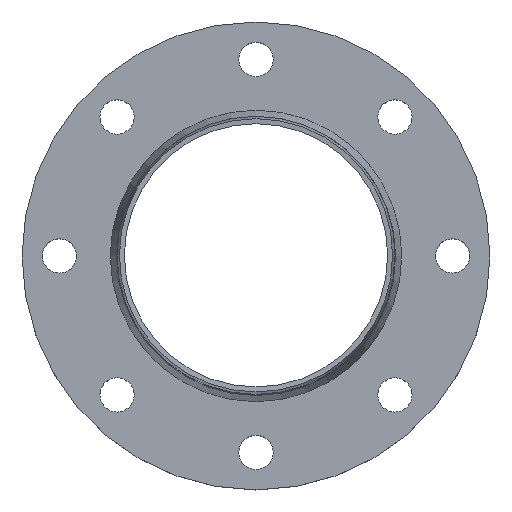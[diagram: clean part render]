
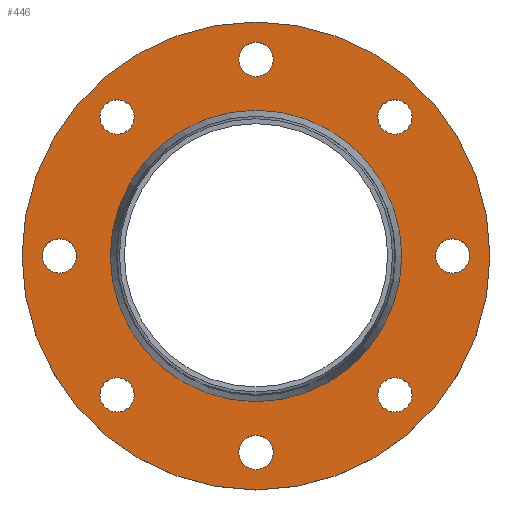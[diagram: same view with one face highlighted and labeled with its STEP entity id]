
A CAD part, top view. The second image highlights one B-rep face of the part: STEP entity #446.
In plain terms, the highlighted planar face has unit normal (0, 0, 1).
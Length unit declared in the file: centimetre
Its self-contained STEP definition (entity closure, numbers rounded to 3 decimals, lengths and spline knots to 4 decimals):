
#32=FACE_BOUND('',#87,.T.);
#33=FACE_BOUND('',#88,.T.);
#34=FACE_BOUND('',#89,.T.);
#35=FACE_BOUND('',#90,.T.);
#36=FACE_BOUND('',#91,.T.);
#37=FACE_BOUND('',#92,.T.);
#38=FACE_BOUND('',#93,.T.);
#39=FACE_BOUND('',#94,.T.);
#40=FACE_BOUND('',#95,.T.);
#50=PLANE('',#493);
#62=FACE_OUTER_BOUND('',#86,.T.);
#86=EDGE_LOOP('',(#340));
#87=EDGE_LOOP('',(#341));
#88=EDGE_LOOP('',(#342));
#89=EDGE_LOOP('',(#343));
#90=EDGE_LOOP('',(#344));
#91=EDGE_LOOP('',(#345));
#92=EDGE_LOOP('',(#346));
#93=EDGE_LOOP('',(#347));
#94=EDGE_LOOP('',(#348));
#95=EDGE_LOOP('',(#349));
#154=CIRCLE('',#464,5.5);
#156=CIRCLE('',#467,5.5);
#158=CIRCLE('',#470,5.5);
#160=CIRCLE('',#473,5.5);
#162=CIRCLE('',#476,5.5);
#164=CIRCLE('',#479,45.15);
#166=CIRCLE('',#482,5.5);
#168=CIRCLE('',#485,5.5);
#170=CIRCLE('',#488,5.5);
#172=CIRCLE('',#491,75.);
#198=VERTEX_POINT('',#695);
#200=VERTEX_POINT('',#701);
#202=VERTEX_POINT('',#707);
#204=VERTEX_POINT('',#713);
#206=VERTEX_POINT('',#719);
#208=VERTEX_POINT('',#725);
#210=VERTEX_POINT('',#731);
#212=VERTEX_POINT('',#737);
#214=VERTEX_POINT('',#743);
#216=VERTEX_POINT('',#749);
#238=EDGE_CURVE('',#198,#198,#154,.T.);
#241=EDGE_CURVE('',#200,#200,#156,.T.);
#244=EDGE_CURVE('',#202,#202,#158,.T.);
#247=EDGE_CURVE('',#204,#204,#160,.T.);
#250=EDGE_CURVE('',#206,#206,#162,.T.);
#253=EDGE_CURVE('',#208,#208,#164,.T.);
#256=EDGE_CURVE('',#210,#210,#166,.T.);
#259=EDGE_CURVE('',#212,#212,#168,.T.);
#262=EDGE_CURVE('',#214,#214,#170,.T.);
#265=EDGE_CURVE('',#216,#216,#172,.T.);
#340=ORIENTED_EDGE('',*,*,#265,.T.);
#341=ORIENTED_EDGE('',*,*,#262,.T.);
#342=ORIENTED_EDGE('',*,*,#259,.T.);
#343=ORIENTED_EDGE('',*,*,#256,.T.);
#344=ORIENTED_EDGE('',*,*,#253,.T.);
#345=ORIENTED_EDGE('',*,*,#250,.T.);
#346=ORIENTED_EDGE('',*,*,#247,.T.);
#347=ORIENTED_EDGE('',*,*,#244,.T.);
#348=ORIENTED_EDGE('',*,*,#241,.T.);
#349=ORIENTED_EDGE('',*,*,#238,.T.);
#446=ADVANCED_FACE('',(#62,#32,#33,#34,#35,#36,#37,#38,#39,#40),#50,.T.);
#464=AXIS2_PLACEMENT_3D('',#696,#537,#538);
#467=AXIS2_PLACEMENT_3D('',#702,#544,#545);
#470=AXIS2_PLACEMENT_3D('',#708,#551,#552);
#473=AXIS2_PLACEMENT_3D('',#714,#558,#559);
#476=AXIS2_PLACEMENT_3D('',#720,#565,#566);
#479=AXIS2_PLACEMENT_3D('',#726,#572,#573);
#482=AXIS2_PLACEMENT_3D('',#732,#579,#580);
#485=AXIS2_PLACEMENT_3D('',#738,#586,#587);
#488=AXIS2_PLACEMENT_3D('',#744,#593,#594);
#491=AXIS2_PLACEMENT_3D('',#750,#600,#601);
#493=AXIS2_PLACEMENT_3D('',#754,#605,#606);
#537=DIRECTION('center_axis',(0.,0.,-1.));
#538=DIRECTION('ref_axis',(1.,0.,0.));
#544=DIRECTION('center_axis',(0.,0.,-1.));
#545=DIRECTION('ref_axis',(-1.,0.,0.));
#551=DIRECTION('center_axis',(0.,0.,-1.));
#552=DIRECTION('ref_axis',(-1.,0.,0.));
#558=DIRECTION('center_axis',(0.,0.,-1.));
#559=DIRECTION('ref_axis',(-1.,0.,0.));
#565=DIRECTION('center_axis',(0.,0.,-1.));
#566=DIRECTION('ref_axis',(1.,0.,0.));
#572=DIRECTION('center_axis',(0.,0.,-1.));
#573=DIRECTION('ref_axis',(1.,0.,0.));
#579=DIRECTION('center_axis',(0.,0.,-1.));
#580=DIRECTION('ref_axis',(1.,0.,0.));
#586=DIRECTION('center_axis',(0.,0.,-1.));
#587=DIRECTION('ref_axis',(1.,0.,0.));
#593=DIRECTION('center_axis',(0.,0.,-1.));
#594=DIRECTION('ref_axis',(1.,0.,0.));
#600=DIRECTION('center_axis',(0.,0.,1.));
#601=DIRECTION('ref_axis',(1.,0.,0.));
#605=DIRECTION('center_axis',(0.,0.,1.));
#606=DIRECTION('ref_axis',(1.,0.,0.));
#695=CARTESIAN_POINT('',(143.4875,234.4444,-51.1301));
#696=CARTESIAN_POINT('Origin',(148.9875,234.4444,-51.1301));
#701=CARTESIAN_POINT('',(172.9397,278.9922,-51.1301));
#702=CARTESIAN_POINT('Origin',(167.4397,278.9922,-51.1301));
#707=CARTESIAN_POINT('',(217.4875,297.4444,-51.1301));
#708=CARTESIAN_POINT('Origin',(211.9875,297.4444,-51.1301));
#713=CARTESIAN_POINT('',(262.0352,278.9922,-51.1301));
#714=CARTESIAN_POINT('Origin',(256.5352,278.9922,-51.1301));
#719=CARTESIAN_POINT('',(269.4875,234.4444,-51.1301));
#720=CARTESIAN_POINT('Origin',(274.9875,234.4444,-51.1301));
#725=CARTESIAN_POINT('',(166.8375,234.4444,-51.1301));
#726=CARTESIAN_POINT('Origin',(211.9875,234.4444,-51.1301));
#731=CARTESIAN_POINT('',(251.0352,189.8967,-51.1301));
#732=CARTESIAN_POINT('Origin',(256.5352,189.8967,-51.1301));
#737=CARTESIAN_POINT('',(206.4875,171.4444,-51.1301));
#738=CARTESIAN_POINT('Origin',(211.9875,171.4444,-51.1301));
#743=CARTESIAN_POINT('',(161.9397,189.8967,-51.1301));
#744=CARTESIAN_POINT('Origin',(167.4397,189.8967,-51.1301));
#749=CARTESIAN_POINT('',(286.9875,234.4444,-51.1301));
#750=CARTESIAN_POINT('Origin',(211.9875,234.4444,-51.1301));
#754=CARTESIAN_POINT('Origin',(211.9875,234.4444,-51.1301));
